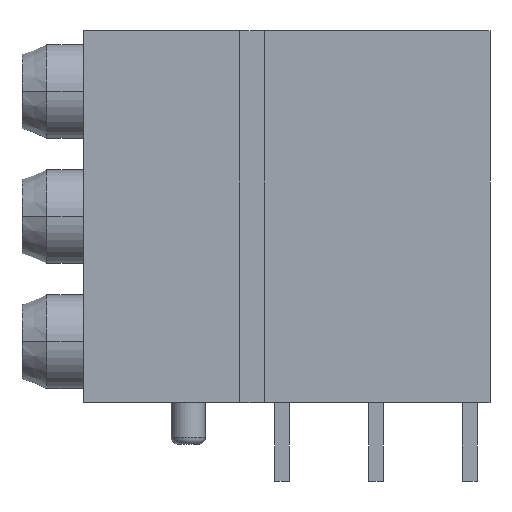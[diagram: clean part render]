
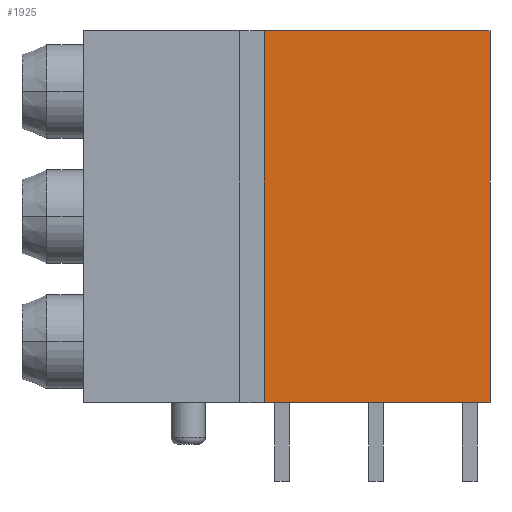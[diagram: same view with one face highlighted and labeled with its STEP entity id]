
A CAD part, front view. The second image highlights one B-rep face of the part: STEP entity #1925.
In plain terms, the highlighted planar face has unit normal (0, -1, 0).
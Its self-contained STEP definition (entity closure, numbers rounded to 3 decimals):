
#1547=CARTESIAN_POINT('',(-0.72,-2.4,15.1));
#1548=VERTEX_POINT('',#1547);
#1565=CARTESIAN_POINT('',(-0.72,-2.4,0.0));
#1566=VERTEX_POINT('',#1565);
#1573=CARTESIAN_POINT('',(-0.72,-2.4,0.0));
#1574=DIRECTION('',(0.0,0.0,1.0));
#1575=VECTOR('',#1574,15.1);
#1576=LINE('',#1573,#1575);
#1577=EDGE_CURVE('',#1566,#1548,#1576,.T.);
#1878=CARTESIAN_POINT('',(8.44,-2.4,15.1));
#1879=VERTEX_POINT('',#1878);
#1886=CARTESIAN_POINT('',(8.44,-2.4,0.0));
#1887=VERTEX_POINT('',#1886);
#1888=CARTESIAN_POINT('',(8.44,-2.4,0.0));
#1889=DIRECTION('',(0.0,0.0,1.0));
#1890=VECTOR('',#1889,15.1);
#1891=LINE('',#1888,#1890);
#1892=EDGE_CURVE('',#1887,#1879,#1891,.T.);
#1904=CARTESIAN_POINT('',(8.44,-2.4,0.0));
#1905=DIRECTION('',(0.0,-1.0,0.0));
#1906=DIRECTION('',(0.0,0.0,-1.0));
#1907=AXIS2_PLACEMENT_3D('',#1904,#1905,#1906);
#1908=PLANE('',#1907);
#1909=CARTESIAN_POINT('',(8.44,-2.4,15.1));
#1910=DIRECTION('',(-1.0,0.0,0.0));
#1911=VECTOR('',#1910,9.16);
#1912=LINE('',#1909,#1911);
#1913=EDGE_CURVE('',#1879,#1548,#1912,.T.);
#1914=ORIENTED_EDGE('',*,*,#1913,.T.);
#1915=ORIENTED_EDGE('',*,*,#1577,.F.);
#1916=CARTESIAN_POINT('',(8.44,-2.4,0.0));
#1917=DIRECTION('',(-1.0,0.0,0.0));
#1918=VECTOR('',#1917,9.16);
#1919=LINE('',#1916,#1918);
#1920=EDGE_CURVE('',#1887,#1566,#1919,.T.);
#1921=ORIENTED_EDGE('',*,*,#1920,.F.);
#1922=ORIENTED_EDGE('',*,*,#1892,.T.);
#1923=EDGE_LOOP('',(#1914,#1915,#1921,#1922));
#1924=FACE_OUTER_BOUND('',#1923,.T.);
#1925=ADVANCED_FACE('',(#1924),#1908,.T.);
